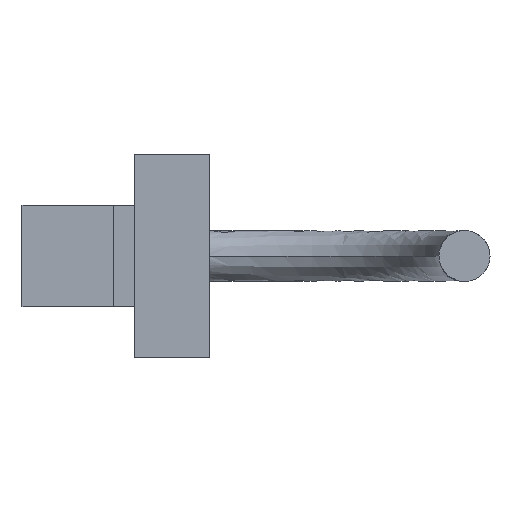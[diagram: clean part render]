
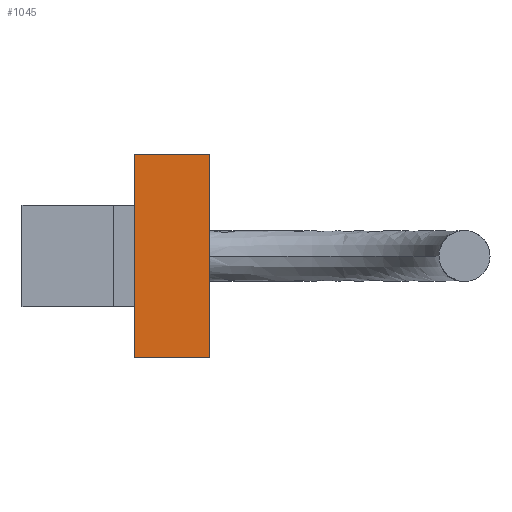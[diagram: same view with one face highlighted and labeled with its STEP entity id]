
A CAD part, left-side view. The second image highlights one B-rep face of the part: STEP entity #1045.
In plain terms, the highlighted planar face has unit normal (-1, 0, 0).
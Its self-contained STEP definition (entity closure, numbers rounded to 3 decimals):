
#153=FACE_OUTER_BOUND('',#226,.T.);
#226=EDGE_LOOP('',(#931,#932,#933,#934));
#319=LINE('',#2777,#419);
#324=LINE('',#2787,#424);
#326=LINE('',#2791,#426);
#327=LINE('',#2793,#427);
#419=VECTOR('',#1368,10.);
#424=VECTOR('',#1377,10.);
#426=VECTOR('',#1381,10.);
#427=VECTOR('',#1384,10.);
#516=VERTEX_POINT('',#2773);
#517=VERTEX_POINT('',#2775);
#520=VERTEX_POINT('',#2785);
#521=VERTEX_POINT('',#2789);
#652=EDGE_CURVE('',#516,#517,#319,.T.);
#657=EDGE_CURVE('',#520,#516,#324,.T.);
#659=EDGE_CURVE('',#517,#521,#326,.T.);
#660=EDGE_CURVE('',#521,#520,#327,.T.);
#931=ORIENTED_EDGE('',*,*,#660,.T.);
#932=ORIENTED_EDGE('',*,*,#657,.T.);
#933=ORIENTED_EDGE('',*,*,#652,.T.);
#934=ORIENTED_EDGE('',*,*,#659,.T.);
#982=PLANE('',#1137);
#1045=ADVANCED_FACE('',(#153),#982,.T.);
#1137=AXIS2_PLACEMENT_3D('',#2792,#1382,#1383);
#1368=DIRECTION('',(0.,0.,-1.));
#1377=DIRECTION('',(0.,1.,0.));
#1381=DIRECTION('',(0.,-1.,0.));
#1382=DIRECTION('center_axis',(-1.,0.,0.));
#1383=DIRECTION('ref_axis',(0.,0.,1.));
#1384=DIRECTION('',(0.,0.,1.));
#2773=CARTESIAN_POINT('',(-30.,-10.9,15.));
#2775=CARTESIAN_POINT('',(-30.,-10.9,-5.));
#2777=CARTESIAN_POINT('',(-30.,-10.9,0.));
#2785=CARTESIAN_POINT('',(-30.,-18.3,15.));
#2787=CARTESIAN_POINT('',(-30.,-6.825,15.));
#2789=CARTESIAN_POINT('',(-30.,-18.3,-5.));
#2791=CARTESIAN_POINT('',(-30.,-2.,-5.));
#2792=CARTESIAN_POINT('Origin',(-30.,-2.,0.));
#2793=CARTESIAN_POINT('',(-30.,-18.3,0.));
